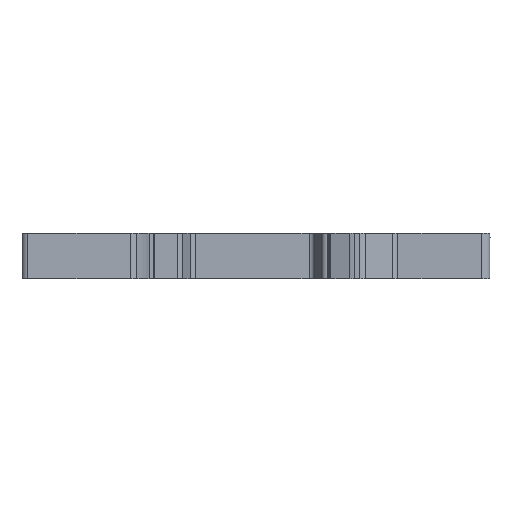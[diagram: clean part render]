
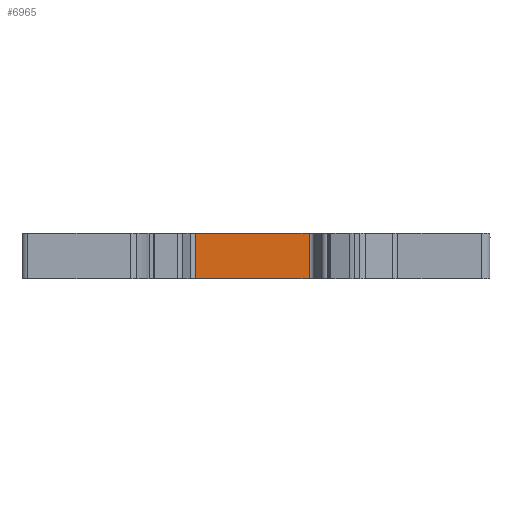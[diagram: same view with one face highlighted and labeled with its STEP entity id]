
A CAD part, front view. The second image highlights one B-rep face of the part: STEP entity #6965.
In plain terms, the highlighted planar face has unit normal (0, -1, 0).
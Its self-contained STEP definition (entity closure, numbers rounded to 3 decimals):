
#68 = VECTOR ( 'NONE', #3633, 1000. ) ;
#345 = CARTESIAN_POINT ( 'NONE',  ( 32.2, -17.009, -3.316 ) ) ;
#760 = VECTOR ( 'NONE', #2059, 1000. ) ;
#914 = PLANE ( 'NONE',  #8293 ) ;
#1440 = LINE ( 'NONE', #9133, #10078 ) ;
#1893 = EDGE_CURVE ( 'NONE', #9336, #9910, #6355, .T. ) ;
#2059 = DIRECTION ( 'NONE',  ( 1., 0., 0. ) ) ;
#2160 = CARTESIAN_POINT ( 'NONE',  ( 4.332, -17.009, 4.684 ) ) ;
#2278 = CARTESIAN_POINT ( 'NONE',  ( 32.2, -17.009, 4.684 ) ) ;
#3081 = CARTESIAN_POINT ( 'NONE',  ( -15.691, -17.009, 4.684 ) ) ;
#3143 = ORIENTED_EDGE ( 'NONE', *, *, #4646, .F. ) ;
#3633 = DIRECTION ( 'NONE',  ( 0., 0., 1. ) ) ;
#3680 = CARTESIAN_POINT ( 'NONE',  ( -15.691, -17.009, 4.684 ) ) ;
#4011 = EDGE_CURVE ( 'NONE', #8892, #10029, #1440, .T. ) ;
#4517 = LINE ( 'NONE', #345, #4538 ) ;
#4538 = VECTOR ( 'NONE', #7028, 1000. ) ;
#4646 = EDGE_CURVE ( 'NONE', #9910, #8892, #6919, .T. ) ;
#5167 = ORIENTED_EDGE ( 'NONE', *, *, #5505, .T. ) ;
#5366 = CARTESIAN_POINT ( 'NONE',  ( -15.691, -17.009, -3.316 ) ) ;
#5505 = EDGE_CURVE ( 'NONE', #9336, #10029, #4517, .T. ) ;
#5628 = CARTESIAN_POINT ( 'NONE',  ( 4.332, -17.009, -3.316 ) ) ;
#6355 = LINE ( 'NONE', #3680, #68 ) ;
#6663 = DIRECTION ( 'NONE',  ( 0., 1., 0. ) ) ;
#6919 = LINE ( 'NONE', #2278, #760 ) ;
#6965 = ADVANCED_FACE ( 'NONE', ( #7592 ), #914, .F. ) ;
#7028 = DIRECTION ( 'NONE',  ( 1., 0., 0. ) ) ;
#7592 = FACE_OUTER_BOUND ( 'NONE', #9104, .T. ) ;
#7859 = CARTESIAN_POINT ( 'NONE',  ( -15.691, -17.009, 4.684 ) ) ;
#7900 = ORIENTED_EDGE ( 'NONE', *, *, #4011, .F. ) ;
#8293 = AXIS2_PLACEMENT_3D ( 'NONE', #3081, #6663, #9364 ) ;
#8892 = VERTEX_POINT ( 'NONE', #2160 ) ;
#8946 = DIRECTION ( 'NONE',  ( 0., 0., -1. ) ) ;
#9104 = EDGE_LOOP ( 'NONE', ( #7900, #3143, #10508, #5167 ) ) ;
#9133 = CARTESIAN_POINT ( 'NONE',  ( 4.332, -17.009, 4.684 ) ) ;
#9336 = VERTEX_POINT ( 'NONE', #5366 ) ;
#9364 = DIRECTION ( 'NONE',  ( -1., 0., 0. ) ) ;
#9910 = VERTEX_POINT ( 'NONE', #7859 ) ;
#10029 = VERTEX_POINT ( 'NONE', #5628 ) ;
#10078 = VECTOR ( 'NONE', #8946, 1000. ) ;
#10508 = ORIENTED_EDGE ( 'NONE', *, *, #1893, .F. ) ;
